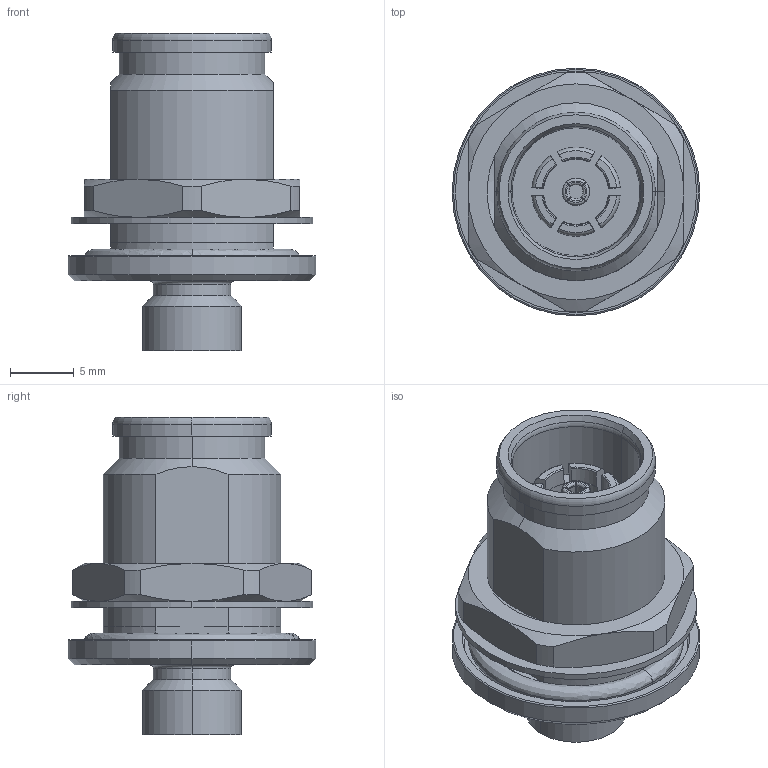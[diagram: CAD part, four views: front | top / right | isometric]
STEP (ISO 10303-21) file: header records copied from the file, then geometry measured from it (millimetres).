
FILE_DESCRIPTION (( 'STEP AP214' ), '1' );
FILE_NAME ('J01461A0010.STEP', '2019-08-20T13:45:01', ( '' ), ( '' ), 'SwSTEP 2.0', 'SolidWorks 2018', '' );
FILE_SCHEMA (( 'AUTOMOTIVE_DESIGN' ));
Length unit declared in the file: millimetre
Products named in the file (1): J01461A0010
Bounding box: 19.5 x 19.5 x 25 mm (x, y, z)
Volume: 3148 mm3; surface area: 2661.6 mm2
Topology: 2 solids, 2 shells, 223 faces, 550 edges, 349 vertices
Faces by surface type: cone 70, plane 58, cylinder 52, torus 37, bspline 6
Entity records: 9587 total; most frequent: CARTESIAN_POINT 2022, ORIENTED_EDGE 1100, DIRECTION 1040, EDGE_CURVE 550, AXIS2_PLACEMENT_3D 439, VERTEX_POINT 349, EDGE_LOOP 243, UNCERTAINTY_MEASURE_WITH_UNIT 225
